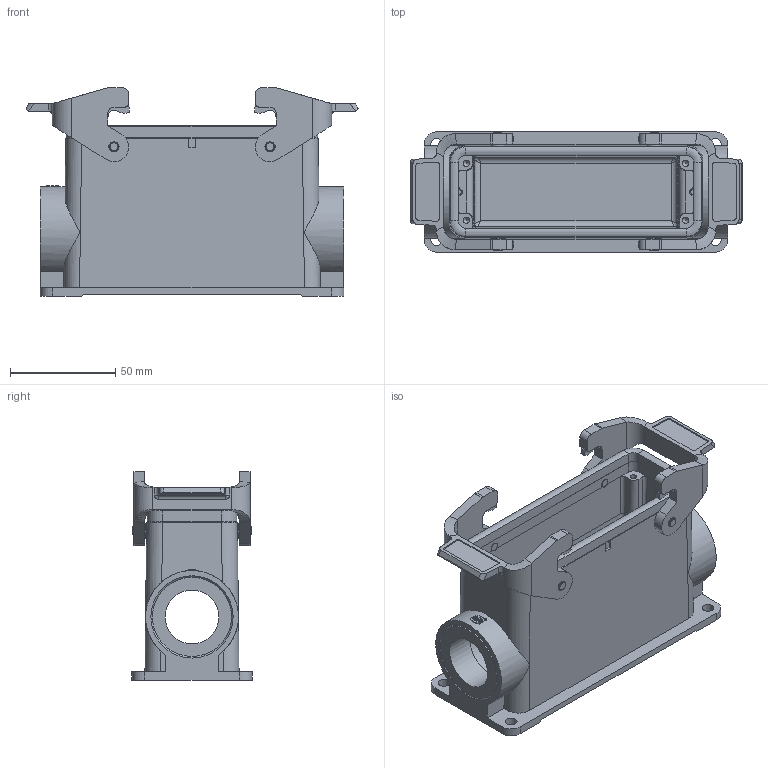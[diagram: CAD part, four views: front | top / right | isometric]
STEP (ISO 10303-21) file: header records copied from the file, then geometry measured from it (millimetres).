
FILE_DESCRIPTION((''),'2;1');
FILE_NAME('05300240271.stp','2020-07-13T16:03:31',('e.eickhoff'),(''),'Autodesk Inventor 2012','Autodesk Inventor 2012','');
FILE_SCHEMA(('AUTOMOTIVE_DESIGN { 1 0 10303 214 1 1 1 1 }'));
Length unit declared in the file: millimetre
Products named in the file (3): 05300240271; M25-PG29 Adapter
Assembly tree (3 placements, depth 2):
  05300240271
    05300240271
    M25-PG29 Adapter  x2
Bounding box: 157.4 x 57 x 98.8 mm (x, y, z)
Volume: 188440.2 mm3; surface area: 89251.5 mm2
Topology: 5 solids, 5 shells, 507 faces, 1349 edges, 867 vertices
Faces by surface type: plane 270, cylinder 181, bspline 18, cone 18, torus 16, sphere 4
Full cylindrical faces by diameter (mm): 0.66 x1, 0.78 x1, 3 x4, 4 x4, 4.8 x4, 5.6 x4, 7 x4, 25.5 x2, 32 x2, 37 x2, 37.5 x2
Entity records: 17265 total; most frequent: CARTESIAN_POINT 4411, DIRECTION 2620, ORIENTED_EDGE 2512, EDGE_CURVE 1256, AXIS2_PLACEMENT_3D 937, VERTEX_POINT 838, VECTOR 746, LINE 746
